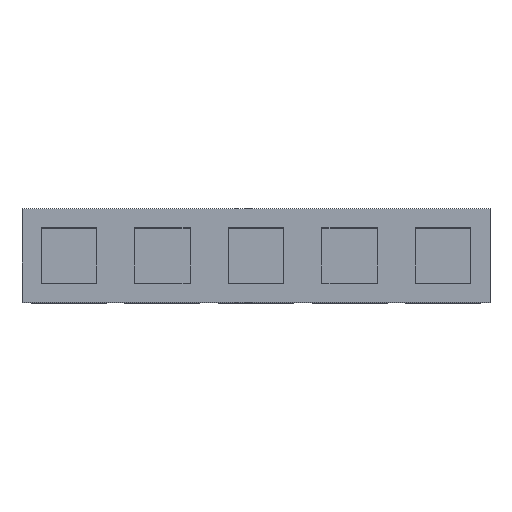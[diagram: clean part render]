
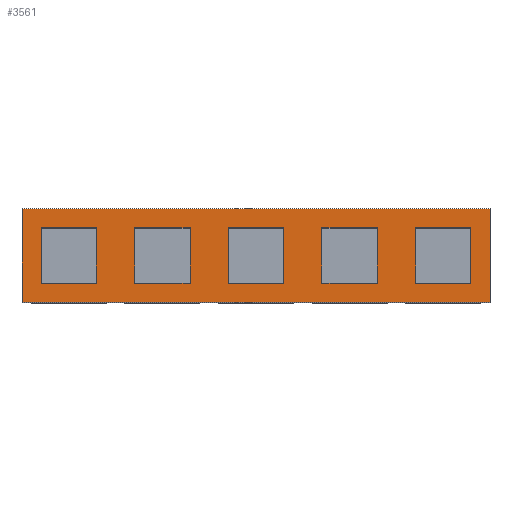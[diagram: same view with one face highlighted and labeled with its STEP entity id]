
A CAD part, top view. The second image highlights one B-rep face of the part: STEP entity #3561.
In plain terms, the highlighted planar face has unit normal (0, 0, 1).
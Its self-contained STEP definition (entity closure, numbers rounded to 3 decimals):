
#23=FACE_BOUND('',#447,.T.);
#24=FACE_BOUND('',#448,.T.);
#25=FACE_BOUND('',#449,.T.);
#26=FACE_BOUND('',#450,.T.);
#27=FACE_BOUND('',#451,.T.);
#259=FACE_OUTER_BOUND('',#446,.T.);
#446=EDGE_LOOP('',(#2992,#2993,#2994,#2995));
#447=EDGE_LOOP('',(#2996,#2997,#2998,#2999));
#448=EDGE_LOOP('',(#3000,#3001,#3002,#3003));
#449=EDGE_LOOP('',(#3004,#3005,#3006,#3007));
#450=EDGE_LOOP('',(#3008,#3009,#3010,#3011));
#451=EDGE_LOOP('',(#3012,#3013,#3014,#3015));
#508=LINE('',#4687,#992);
#512=LINE('',#4695,#996);
#515=LINE('',#4701,#999);
#518=LINE('',#4706,#1002);
#521=LINE('',#4714,#1005);
#612=LINE('',#4899,#1096);
#616=LINE('',#4907,#1100);
#619=LINE('',#4913,#1103);
#622=LINE('',#4918,#1106);
#704=LINE('',#5085,#1188);
#708=LINE('',#5093,#1192);
#711=LINE('',#5099,#1195);
#714=LINE('',#5104,#1198);
#794=LINE('',#5265,#1278);
#798=LINE('',#5273,#1282);
#801=LINE('',#5279,#1285);
#804=LINE('',#5284,#1288);
#895=LINE('',#5469,#1379);
#899=LINE('',#5477,#1383);
#902=LINE('',#5483,#1386);
#905=LINE('',#5488,#1389);
#908=LINE('',#5494,#1392);
#909=LINE('',#5497,#1393);
#911=LINE('',#5500,#1395);
#992=VECTOR('',#3824,10.);
#996=VECTOR('',#3830,10.);
#999=VECTOR('',#3835,10.);
#1002=VECTOR('',#3840,10.);
#1005=VECTOR('',#3847,10.);
#1096=VECTOR('',#4000,10.);
#1100=VECTOR('',#4006,10.);
#1103=VECTOR('',#4011,10.);
#1106=VECTOR('',#4016,10.);
#1188=VECTOR('',#4160,10.);
#1192=VECTOR('',#4166,10.);
#1195=VECTOR('',#4171,10.);
#1198=VECTOR('',#4176,10.);
#1278=VECTOR('',#4318,10.);
#1282=VECTOR('',#4324,10.);
#1285=VECTOR('',#4329,10.);
#1288=VECTOR('',#4334,10.);
#1379=VECTOR('',#4493,10.);
#1383=VECTOR('',#4499,10.);
#1386=VECTOR('',#4504,10.);
#1389=VECTOR('',#4509,10.);
#1392=VECTOR('',#4516,10.);
#1393=VECTOR('',#4519,10.);
#1395=VECTOR('',#4523,10.);
#1472=VERTEX_POINT('',#4685);
#1473=VERTEX_POINT('',#4686);
#1476=VERTEX_POINT('',#4694);
#1478=VERTEX_POINT('',#4700);
#1481=VERTEX_POINT('',#4711);
#1482=VERTEX_POINT('',#4713);
#1544=VERTEX_POINT('',#4897);
#1545=VERTEX_POINT('',#4898);
#1548=VERTEX_POINT('',#4906);
#1550=VERTEX_POINT('',#4912);
#1604=VERTEX_POINT('',#5083);
#1605=VERTEX_POINT('',#5084);
#1608=VERTEX_POINT('',#5092);
#1610=VERTEX_POINT('',#5098);
#1660=VERTEX_POINT('',#5263);
#1661=VERTEX_POINT('',#5264);
#1664=VERTEX_POINT('',#5272);
#1666=VERTEX_POINT('',#5278);
#1726=VERTEX_POINT('',#5467);
#1727=VERTEX_POINT('',#5468);
#1730=VERTEX_POINT('',#5476);
#1732=VERTEX_POINT('',#5482);
#1734=VERTEX_POINT('',#5492);
#1735=VERTEX_POINT('',#5496);
#1792=EDGE_CURVE('',#1472,#1473,#508,.T.);
#1796=EDGE_CURVE('',#1476,#1472,#512,.T.);
#1799=EDGE_CURVE('',#1478,#1476,#515,.T.);
#1802=EDGE_CURVE('',#1473,#1478,#518,.T.);
#1805=EDGE_CURVE('',#1482,#1481,#521,.T.);
#1896=EDGE_CURVE('',#1544,#1545,#612,.T.);
#1900=EDGE_CURVE('',#1548,#1544,#616,.T.);
#1903=EDGE_CURVE('',#1550,#1548,#619,.T.);
#1906=EDGE_CURVE('',#1545,#1550,#622,.T.);
#1988=EDGE_CURVE('',#1604,#1605,#704,.T.);
#1992=EDGE_CURVE('',#1608,#1604,#708,.T.);
#1995=EDGE_CURVE('',#1610,#1608,#711,.T.);
#1998=EDGE_CURVE('',#1605,#1610,#714,.T.);
#2078=EDGE_CURVE('',#1660,#1661,#794,.T.);
#2082=EDGE_CURVE('',#1664,#1660,#798,.T.);
#2085=EDGE_CURVE('',#1666,#1664,#801,.T.);
#2088=EDGE_CURVE('',#1661,#1666,#804,.T.);
#2179=EDGE_CURVE('',#1726,#1727,#895,.T.);
#2183=EDGE_CURVE('',#1730,#1726,#899,.T.);
#2186=EDGE_CURVE('',#1732,#1730,#902,.T.);
#2189=EDGE_CURVE('',#1727,#1732,#905,.T.);
#2192=EDGE_CURVE('',#1481,#1734,#908,.T.);
#2193=EDGE_CURVE('',#1735,#1482,#909,.T.);
#2195=EDGE_CURVE('',#1734,#1735,#911,.T.);
#2992=ORIENTED_EDGE('',*,*,#2195,.T.);
#2993=ORIENTED_EDGE('',*,*,#2193,.T.);
#2994=ORIENTED_EDGE('',*,*,#1805,.T.);
#2995=ORIENTED_EDGE('',*,*,#2192,.T.);
#2996=ORIENTED_EDGE('',*,*,#1792,.T.);
#2997=ORIENTED_EDGE('',*,*,#1802,.T.);
#2998=ORIENTED_EDGE('',*,*,#1799,.T.);
#2999=ORIENTED_EDGE('',*,*,#1796,.T.);
#3000=ORIENTED_EDGE('',*,*,#1988,.T.);
#3001=ORIENTED_EDGE('',*,*,#1998,.T.);
#3002=ORIENTED_EDGE('',*,*,#1995,.T.);
#3003=ORIENTED_EDGE('',*,*,#1992,.T.);
#3004=ORIENTED_EDGE('',*,*,#1896,.T.);
#3005=ORIENTED_EDGE('',*,*,#1906,.T.);
#3006=ORIENTED_EDGE('',*,*,#1903,.T.);
#3007=ORIENTED_EDGE('',*,*,#1900,.T.);
#3008=ORIENTED_EDGE('',*,*,#2078,.T.);
#3009=ORIENTED_EDGE('',*,*,#2088,.T.);
#3010=ORIENTED_EDGE('',*,*,#2085,.T.);
#3011=ORIENTED_EDGE('',*,*,#2082,.T.);
#3012=ORIENTED_EDGE('',*,*,#2179,.T.);
#3013=ORIENTED_EDGE('',*,*,#2189,.T.);
#3014=ORIENTED_EDGE('',*,*,#2186,.T.);
#3015=ORIENTED_EDGE('',*,*,#2183,.T.);
#3379=PLANE('',#3758);
#3561=ADVANCED_FACE('',(#259,#23,#24,#25,#26,#27),#3379,.T.);
#3758=AXIS2_PLACEMENT_3D('',#5501,#4524,#4525);
#3824=DIRECTION('',(-1.,0.,0.));
#3830=DIRECTION('',(0.,-1.,0.));
#3835=DIRECTION('',(1.,0.,0.));
#3840=DIRECTION('',(0.,1.,0.));
#3847=DIRECTION('',(0.,1.,0.));
#4000=DIRECTION('',(-1.,0.,0.));
#4006=DIRECTION('',(0.,-1.,0.));
#4011=DIRECTION('',(1.,0.,0.));
#4016=DIRECTION('',(0.,1.,0.));
#4160=DIRECTION('',(-1.,0.,0.));
#4166=DIRECTION('',(0.,-1.,0.));
#4171=DIRECTION('',(1.,0.,0.));
#4176=DIRECTION('',(0.,1.,0.));
#4318=DIRECTION('',(-1.,0.,0.));
#4324=DIRECTION('',(0.,-1.,0.));
#4329=DIRECTION('',(1.,0.,0.));
#4334=DIRECTION('',(0.,1.,0.));
#4493=DIRECTION('',(-1.,0.,0.));
#4499=DIRECTION('',(0.,-1.,0.));
#4504=DIRECTION('',(1.,0.,0.));
#4509=DIRECTION('',(0.,1.,0.));
#4516=DIRECTION('',(-1.,0.,0.));
#4519=DIRECTION('',(1.,0.,0.));
#4523=DIRECTION('',(0.,-1.,0.));
#4524=DIRECTION('center_axis',(0.,0.,1.));
#4525=DIRECTION('ref_axis',(0.,-1.,0.));
#4685=CARTESIAN_POINT('',(10.91,-0.75,17.04));
#4686=CARTESIAN_POINT('',(9.41,-0.75,17.04));
#4687=CARTESIAN_POINT('',(10.535,-0.75,17.04));
#4694=CARTESIAN_POINT('',(10.91,0.75,17.04));
#4695=CARTESIAN_POINT('',(10.91,0.375,17.04));
#4700=CARTESIAN_POINT('',(9.41,0.75,17.04));
#4701=CARTESIAN_POINT('',(9.785,0.75,17.04));
#4706=CARTESIAN_POINT('',(9.41,-0.375,17.04));
#4711=CARTESIAN_POINT('',(11.43,1.27,17.04));
#4713=CARTESIAN_POINT('',(11.43,-1.27,17.04));
#4714=CARTESIAN_POINT('',(11.43,-0.635,17.04));
#4897=CARTESIAN_POINT('',(5.83,-0.75,17.04));
#4898=CARTESIAN_POINT('',(4.33,-0.75,17.04));
#4899=CARTESIAN_POINT('',(5.455,-0.75,17.04));
#4906=CARTESIAN_POINT('',(5.83,0.75,17.04));
#4907=CARTESIAN_POINT('',(5.83,0.375,17.04));
#4912=CARTESIAN_POINT('',(4.33,0.75,17.04));
#4913=CARTESIAN_POINT('',(4.705,0.75,17.04));
#4918=CARTESIAN_POINT('',(4.33,-0.375,17.04));
#5083=CARTESIAN_POINT('',(8.37,-0.75,17.04));
#5084=CARTESIAN_POINT('',(6.87,-0.75,17.04));
#5085=CARTESIAN_POINT('',(7.995,-0.75,17.04));
#5092=CARTESIAN_POINT('',(8.37,0.75,17.04));
#5093=CARTESIAN_POINT('',(8.37,0.375,17.04));
#5098=CARTESIAN_POINT('',(6.87,0.75,17.04));
#5099=CARTESIAN_POINT('',(7.245,0.75,17.04));
#5104=CARTESIAN_POINT('',(6.87,-0.375,17.04));
#5263=CARTESIAN_POINT('',(3.29,-0.75,17.04));
#5264=CARTESIAN_POINT('',(1.79,-0.75,17.04));
#5265=CARTESIAN_POINT('',(2.915,-0.75,17.04));
#5272=CARTESIAN_POINT('',(3.29,0.75,17.04));
#5273=CARTESIAN_POINT('',(3.29,0.375,17.04));
#5278=CARTESIAN_POINT('',(1.79,0.75,17.04));
#5279=CARTESIAN_POINT('',(2.165,0.75,17.04));
#5284=CARTESIAN_POINT('',(1.79,-0.375,17.04));
#5467=CARTESIAN_POINT('',(0.75,-0.75,17.04));
#5468=CARTESIAN_POINT('',(-0.75,-0.75,17.04));
#5469=CARTESIAN_POINT('',(0.375,-0.75,17.04));
#5476=CARTESIAN_POINT('',(0.75,0.75,17.04));
#5477=CARTESIAN_POINT('',(0.75,0.375,17.04));
#5482=CARTESIAN_POINT('',(-0.75,0.75,17.04));
#5483=CARTESIAN_POINT('',(-0.375,0.75,17.04));
#5488=CARTESIAN_POINT('',(-0.75,-0.375,17.04));
#5492=CARTESIAN_POINT('',(-1.27,1.27,17.04));
#5494=CARTESIAN_POINT('',(3.175,1.27,17.04));
#5496=CARTESIAN_POINT('',(-1.27,-1.27,17.04));
#5497=CARTESIAN_POINT('',(-0.635,-1.27,17.04));
#5500=CARTESIAN_POINT('',(-1.27,0.635,17.04));
#5501=CARTESIAN_POINT('Origin',(0.,0.,17.04));
